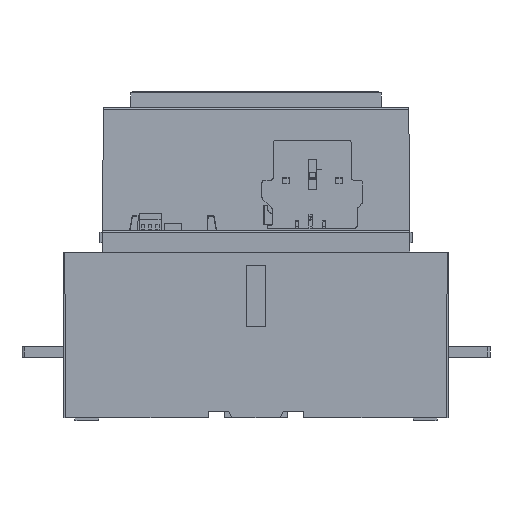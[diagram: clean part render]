
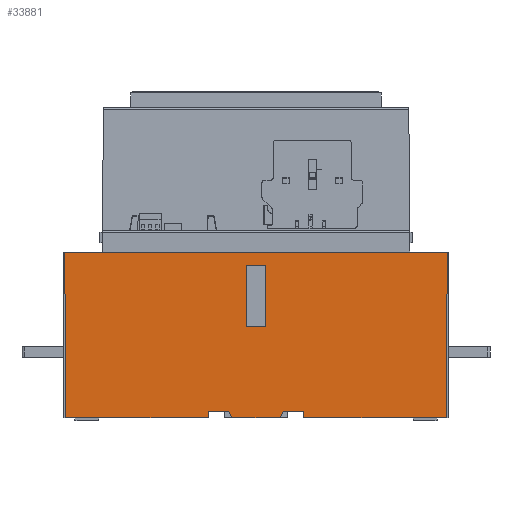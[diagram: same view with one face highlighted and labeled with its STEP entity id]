
A CAD part, left-side view. The second image highlights one B-rep face of the part: STEP entity #33881.
In plain terms, the highlighted face is planar.
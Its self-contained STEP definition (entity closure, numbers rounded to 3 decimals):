
#1182=DIRECTION('',(0.,1.,0.));
#1183=VECTOR('',#1182,281.);
#1184=CARTESIAN_POINT('',(124.,-140.5,-105.));
#1185=LINE('',#1184,#1183);
#2236=DIRECTION('',(0.,1.,0.));
#2237=VECTOR('',#2236,105.074);
#2238=CARTESIAN_POINT('',(2.,-140.074,-104.574));
#2239=LINE('',#2238,#2237);
#3351=DIRECTION('',(0.,1.,0.));
#3352=VECTOR('',#3351,105.074);
#3353=CARTESIAN_POINT('',(2.,35.,-104.574));
#3354=LINE('',#3353,#3352);
#3372=DIRECTION('',(0.,1.,0.));
#3373=VECTOR('',#3372,35.803);
#3374=CARTESIAN_POINT('',(2.,-17.902,-104.574));
#3375=LINE('',#3374,#3373);
#13527=DIRECTION('',(0.,1.,0.));
#13528=VECTOR('',#13527,15.);
#13529=CARTESIAN_POINT('',(6.5,-35.,-104.59));
#13530=LINE('',#13529,#13528);
#13541=DIRECTION('',(-1.,-0.003,0.003));
#13542=VECTOR('',#13541,122.001);
#13543=CARTESIAN_POINT('',(124.,140.5,-105.));
#13544=LINE('',#13543,#13542);
#14132=DIRECTION('',(-1.,0.003,0.003));
#14133=VECTOR('',#14132,122.001);
#14134=CARTESIAN_POINT('',(124.,-140.5,-105.));
#14135=LINE('',#14134,#14133);
#15223=DIRECTION('',(-1.,0.,0.003));
#15224=VECTOR('',#15223,4.5);
#15225=CARTESIAN_POINT('',(6.5,35.,-104.59));
#15226=LINE('',#15225,#15224);
#15258=DIRECTION('',(0.,1.,0.));
#15259=VECTOR('',#15258,15.);
#15260=CARTESIAN_POINT('',(6.5,20.,-104.59));
#15261=LINE('',#15260,#15259);
#15615=DIRECTION('',(1.,0.,-0.003));
#15616=VECTOR('',#15615,4.5);
#15617=CARTESIAN_POINT('',(2.,-35.,-104.574));
#15618=LINE('',#15617,#15616);
#15664=DIRECTION('',(0.906,0.423,-0.003));
#15665=VECTOR('',#15664,4.965);
#15666=CARTESIAN_POINT('',(2.,17.902,-104.574));
#15667=LINE('',#15666,#15665);
#15671=DIRECTION('',(-0.906,0.423,0.003));
#15672=VECTOR('',#15671,4.965);
#15673=CARTESIAN_POINT('',(6.5,-20.,-104.59));
#15674=LINE('',#15673,#15672);
#15685=DIRECTION('',(1.,0.,-0.003));
#15686=VECTOR('',#15685,45.);
#15687=CARTESIAN_POINT('',(69.,-7.,-104.808));
#15688=LINE('',#15687,#15686);
#15699=DIRECTION('',(0.,1.,0.));
#15700=VECTOR('',#15699,14.);
#15701=CARTESIAN_POINT('',(114.,-7.,-104.965));
#15702=LINE('',#15701,#15700);
#15713=DIRECTION('',(-1.,0.,0.003));
#15714=VECTOR('',#15713,45.);
#15715=CARTESIAN_POINT('',(114.,7.,-104.965));
#15716=LINE('',#15715,#15714);
#15727=DIRECTION('',(0.,-1.,0.));
#15728=VECTOR('',#15727,14.);
#15729=CARTESIAN_POINT('',(69.,7.,-104.808));
#15730=LINE('',#15729,#15728);
#22642=CARTESIAN_POINT('',(124.,-140.5,-105.));
#22643=CARTESIAN_POINT('',(124.,140.5,-105.));
#22644=VERTEX_POINT('',#22642);
#22645=VERTEX_POINT('',#22643);
#22646=CARTESIAN_POINT('',(2.,140.074,-104.574));
#22647=VERTEX_POINT('',#22646);
#22650=CARTESIAN_POINT('',(2.,-140.074,-104.574));
#22651=VERTEX_POINT('',#22650);
#22662=CARTESIAN_POINT('',(2.,-35.,-104.574));
#22663=VERTEX_POINT('',#22662);
#22664=CARTESIAN_POINT('',(2.,-17.902,-104.574));
#22665=CARTESIAN_POINT('',(2.,17.902,-104.574));
#22666=VERTEX_POINT('',#22664);
#22667=VERTEX_POINT('',#22665);
#22668=CARTESIAN_POINT('',(2.,35.,-104.574));
#22669=VERTEX_POINT('',#22668);
#22686=CARTESIAN_POINT('',(6.5,-35.,-104.59));
#22687=VERTEX_POINT('',#22686);
#22688=CARTESIAN_POINT('',(6.5,-20.,-104.59));
#22689=VERTEX_POINT('',#22688);
#22690=CARTESIAN_POINT('',(6.5,20.,-104.59));
#22691=VERTEX_POINT('',#22690);
#22692=CARTESIAN_POINT('',(6.5,35.,-104.59));
#22693=VERTEX_POINT('',#22692);
#22694=CARTESIAN_POINT('',(69.,-7.,-104.808));
#22695=CARTESIAN_POINT('',(114.,-7.,-104.965));
#22696=VERTEX_POINT('',#22694);
#22697=VERTEX_POINT('',#22695);
#22698=CARTESIAN_POINT('',(114.,7.,-104.965));
#22699=VERTEX_POINT('',#22698);
#22700=CARTESIAN_POINT('',(69.,7.,-104.808));
#22701=VERTEX_POINT('',#22700);
#33845=CARTESIAN_POINT('',(0.,-150.,-104.567));
#33846=DIRECTION('',(0.003,0.,1.));
#33847=DIRECTION('',(1.,0.,-0.003));
#33848=AXIS2_PLACEMENT_3D('',#33845,#33846,#33847);
#33849=PLANE('',#33848);
#33851=ORIENTED_EDGE('',*,*,#33850,.T.);
#33852=ORIENTED_EDGE('',*,*,#25103,.F.);
#33854=ORIENTED_EDGE('',*,*,#33853,.F.);
#33856=ORIENTED_EDGE('',*,*,#33855,.F.);
#33858=ORIENTED_EDGE('',*,*,#33857,.F.);
#33859=ORIENTED_EDGE('',*,*,#25243,.F.);
#33861=ORIENTED_EDGE('',*,*,#33860,.F.);
#33862=ORIENTED_EDGE('',*,*,#33830,.F.);
#33864=ORIENTED_EDGE('',*,*,#33863,.F.);
#33865=ORIENTED_EDGE('',*,*,#24743,.F.);
#33867=ORIENTED_EDGE('',*,*,#33866,.F.);
#33868=ORIENTED_EDGE('',*,*,#23033,.T.);
#33869=EDGE_LOOP('',(#33851,#33852,#33854,#33856,#33858,#33859,#33861,#33862,
#33864,#33865,#33867,#33868));
#33870=FACE_OUTER_BOUND('',#33869,.F.);
#33872=ORIENTED_EDGE('',*,*,#33871,.F.);
#33874=ORIENTED_EDGE('',*,*,#33873,.F.);
#33876=ORIENTED_EDGE('',*,*,#33875,.F.);
#33878=ORIENTED_EDGE('',*,*,#33877,.F.);
#33879=EDGE_LOOP('',(#33872,#33874,#33876,#33878));
#33880=FACE_BOUND('',#33879,.F.);
#23033=EDGE_CURVE('',#22644,#22645,#1185,.T.);
#24743=EDGE_CURVE('',#22651,#22663,#2239,.T.);
#25103=EDGE_CURVE('',#22669,#22647,#3354,.T.);
#25243=EDGE_CURVE('',#22666,#22667,#3375,.T.);
#33830=EDGE_CURVE('',#22687,#22689,#13530,.T.);
#33850=EDGE_CURVE('',#22645,#22647,#13544,.T.);
#33853=EDGE_CURVE('',#22693,#22669,#15226,.T.);
#33855=EDGE_CURVE('',#22691,#22693,#15261,.T.);
#33857=EDGE_CURVE('',#22667,#22691,#15667,.T.);
#33860=EDGE_CURVE('',#22689,#22666,#15674,.T.);
#33863=EDGE_CURVE('',#22663,#22687,#15618,.T.);
#33866=EDGE_CURVE('',#22644,#22651,#14135,.T.);
#33871=EDGE_CURVE('',#22696,#22697,#15688,.T.);
#33873=EDGE_CURVE('',#22701,#22696,#15730,.T.);
#33875=EDGE_CURVE('',#22699,#22701,#15716,.T.);
#33877=EDGE_CURVE('',#22697,#22699,#15702,.T.);
#33881=ADVANCED_FACE('',(#33870,#33880),#33849,.F.);
